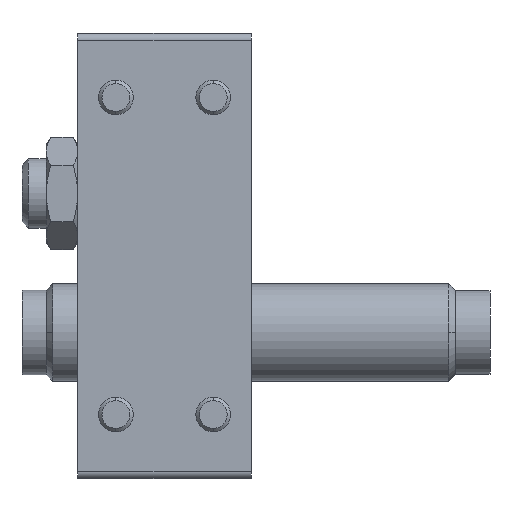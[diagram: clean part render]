
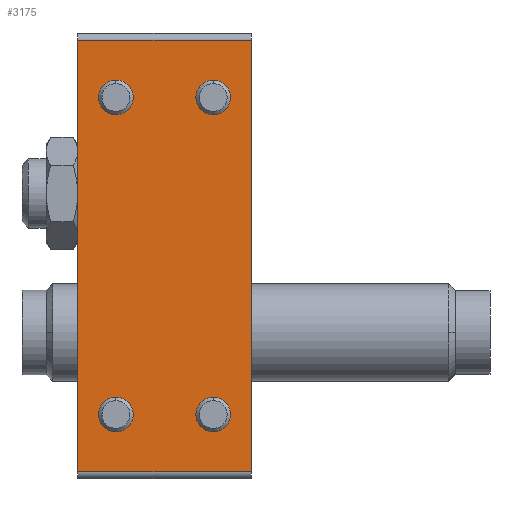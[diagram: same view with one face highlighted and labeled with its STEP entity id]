
A CAD part, front view. The second image highlights one B-rep face of the part: STEP entity #3175.
In plain terms, the highlighted planar face has unit normal (0, -1, 0).
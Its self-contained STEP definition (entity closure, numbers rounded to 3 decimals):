
#9 = ORIENTED_EDGE ( 'NONE', *, *, #4009, .F. ) ;
#24 = CARTESIAN_POINT ( 'NONE',  ( 19.5, 47., 22.8 ) ) ;
#26 = CARTESIAN_POINT ( 'NONE',  ( 0., 47., -31. ) ) ;
#67 = ORIENTED_EDGE ( 'NONE', *, *, #336, .F. ) ;
#73 = CIRCLE ( 'NONE', #3513, 2.5 ) ;
#84 = FACE_OUTER_BOUND ( 'NONE', #2550, .T. ) ;
#111 = DIRECTION ( 'NONE',  ( 0., 0., 1. ) ) ;
#123 = DIRECTION ( 'NONE',  ( 0., -1., 0. ) ) ;
#126 = CARTESIAN_POINT ( 'NONE',  ( 19.5, 47., -22.8 ) ) ;
#165 = EDGE_LOOP ( 'NONE', ( #1857, #2418 ) ) ;
#177 = VECTOR ( 'NONE', #5435, 1000. ) ;
#253 = CARTESIAN_POINT ( 'NONE',  ( 5.5, 47., 20.3 ) ) ;
#273 = CIRCLE ( 'NONE', #2492, 2.5 ) ;
#336 = EDGE_CURVE ( 'NONE', #4779, #1331, #2205, .T. ) ;
#542 = CARTESIAN_POINT ( 'NONE',  ( 19.5, 47., -25.3 ) ) ;
#632 = VERTEX_POINT ( 'NONE', #759 ) ;
#759 = CARTESIAN_POINT ( 'NONE',  ( 25., 47., 31. ) ) ;
#788 = VECTOR ( 'NONE', #3422, 1000. ) ;
#946 = LINE ( 'NONE', #3341, #3090 ) ;
#958 = VERTEX_POINT ( 'NONE', #2342 ) ;
#1023 = DIRECTION ( 'NONE',  ( 0., 0., 1. ) ) ;
#1107 = DIRECTION ( 'NONE',  ( 0., 0., 1. ) ) ;
#1126 = AXIS2_PLACEMENT_3D ( 'NONE', #4318, #5195, #4749 ) ;
#1134 = DIRECTION ( 'NONE',  ( 0., -1., 0. ) ) ;
#1153 = CARTESIAN_POINT ( 'NONE',  ( 19.5, 47., -22.8 ) ) ;
#1209 = FACE_BOUND ( 'NONE', #165, .T. ) ;
#1272 = VERTEX_POINT ( 'NONE', #2037 ) ;
#1309 = CIRCLE ( 'NONE', #1508, 2.5 ) ;
#1321 = CARTESIAN_POINT ( 'NONE',  ( 25., 47., 31. ) ) ;
#1328 = VERTEX_POINT ( 'NONE', #542 ) ;
#1331 = VERTEX_POINT ( 'NONE', #4864 ) ;
#1358 = LINE ( 'NONE', #3152, #4747 ) ;
#1508 = AXIS2_PLACEMENT_3D ( 'NONE', #126, #123, #111 ) ;
#1626 = DIRECTION ( 'NONE',  ( 0., 0., 1. ) ) ;
#1700 = CARTESIAN_POINT ( 'NONE',  ( 5.5, 47., 22.8 ) ) ;
#1770 = CARTESIAN_POINT ( 'NONE',  ( 0., 47., 31. ) ) ;
#1780 = DIRECTION ( 'NONE',  ( 0., 0., 1. ) ) ;
#1805 = DIRECTION ( 'NONE',  ( 0., -1., 0. ) ) ;
#1814 = CARTESIAN_POINT ( 'NONE',  ( 5.5, 47., -22.8 ) ) ;
#1846 = VERTEX_POINT ( 'NONE', #26 ) ;
#1857 = ORIENTED_EDGE ( 'NONE', *, *, #4156, .F. ) ;
#1870 = VERTEX_POINT ( 'NONE', #1770 ) ;
#1919 = VERTEX_POINT ( 'NONE', #5553 ) ;
#1927 = ORIENTED_EDGE ( 'NONE', *, *, #5100, .F. ) ;
#1998 = ORIENTED_EDGE ( 'NONE', *, *, #4313, .F. ) ;
#2037 = CARTESIAN_POINT ( 'NONE',  ( 19.5, 47., -20.3 ) ) ;
#2087 = AXIS2_PLACEMENT_3D ( 'NONE', #1700, #3554, #1626 ) ;
#2136 = ORIENTED_EDGE ( 'NONE', *, *, #4150, .F. ) ;
#2155 = AXIS2_PLACEMENT_3D ( 'NONE', #1814, #1805, #1780 ) ;
#2205 = CIRCLE ( 'NONE', #2300, 2.5 ) ;
#2233 = PLANE ( 'NONE',  #2301 ) ;
#2247 = DIRECTION ( 'NONE',  ( 0., 1., 0. ) ) ;
#2300 = AXIS2_PLACEMENT_3D ( 'NONE', #24, #4342, #3339 ) ;
#2301 = AXIS2_PLACEMENT_3D ( 'NONE', #1321, #2247, #1023 ) ;
#2342 = CARTESIAN_POINT ( 'NONE',  ( 5.5, 47., -20.3 ) ) ;
#2358 = FACE_BOUND ( 'NONE', #2761, .T. ) ;
#2418 = ORIENTED_EDGE ( 'NONE', *, *, #5612, .F. ) ;
#2488 = ORIENTED_EDGE ( 'NONE', *, *, #4348, .F. ) ;
#2492 = AXIS2_PLACEMENT_3D ( 'NONE', #2765, #2744, #2734 ) ;
#2550 = EDGE_LOOP ( 'NONE', ( #3738, #3528, #3598, #2745 ) ) ;
#2734 = DIRECTION ( 'NONE',  ( 0., 0., 1. ) ) ;
#2744 = DIRECTION ( 'NONE',  ( 0., -1., 0. ) ) ;
#2745 = ORIENTED_EDGE ( 'NONE', *, *, #5224, .F. ) ;
#2761 = EDGE_LOOP ( 'NONE', ( #2488, #2136 ) ) ;
#2765 = CARTESIAN_POINT ( 'NONE',  ( 19.5, 47., 22.8 ) ) ;
#2797 = CARTESIAN_POINT ( 'NONE',  ( 19.5, 47., 20.3 ) ) ;
#2818 = EDGE_LOOP ( 'NONE', ( #1998, #1927 ) ) ;
#2910 = LINE ( 'NONE', #3399, #788 ) ;
#3014 = CIRCLE ( 'NONE', #3283, 2.5 ) ;
#3076 = CIRCLE ( 'NONE', #1126, 2.5 ) ;
#3089 = DIRECTION ( 'NONE',  ( 1., 0., 0. ) ) ;
#3090 = VECTOR ( 'NONE', #4641, 1000. ) ;
#3094 = VERTEX_POINT ( 'NONE', #253 ) ;
#3152 = CARTESIAN_POINT ( 'NONE',  ( 25., 47., 31. ) ) ;
#3155 = CIRCLE ( 'NONE', #2087, 2.5 ) ;
#3175 = ADVANCED_FACE ( 'NONE', ( #84, #2358, #4576, #1209, #3398 ), #2233, .F. ) ;
#3283 = AXIS2_PLACEMENT_3D ( 'NONE', #3695, #3686, #3671 ) ;
#3339 = DIRECTION ( 'NONE',  ( 0., 0., 1. ) ) ;
#3341 = CARTESIAN_POINT ( 'NONE',  ( 0., 47., 31. ) ) ;
#3383 = VERTEX_POINT ( 'NONE', #5164 ) ;
#3398 = FACE_BOUND ( 'NONE', #4049, .T. ) ;
#3399 = CARTESIAN_POINT ( 'NONE',  ( 25., 47., -31. ) ) ;
#3422 = DIRECTION ( 'NONE',  ( -1., 0., 0. ) ) ;
#3513 = AXIS2_PLACEMENT_3D ( 'NONE', #1153, #1134, #1107 ) ;
#3528 = ORIENTED_EDGE ( 'NONE', *, *, #4865, .F. ) ;
#3554 = DIRECTION ( 'NONE',  ( 0., -1., 0. ) ) ;
#3598 = ORIENTED_EDGE ( 'NONE', *, *, #4761, .F. ) ;
#3671 = DIRECTION ( 'NONE',  ( 0., 0., 1. ) ) ;
#3686 = DIRECTION ( 'NONE',  ( 0., -1., 0. ) ) ;
#3695 = CARTESIAN_POINT ( 'NONE',  ( 5.5, 47., 22.8 ) ) ;
#3738 = ORIENTED_EDGE ( 'NONE', *, *, #4971, .F. ) ;
#3998 = CARTESIAN_POINT ( 'NONE',  ( 25., 47., -31. ) ) ;
#4009 = EDGE_CURVE ( 'NONE', #1331, #4779, #273, .T. ) ;
#4049 = EDGE_LOOP ( 'NONE', ( #9, #67 ) ) ;
#4150 = EDGE_CURVE ( 'NONE', #3383, #958, #4205, .T. ) ;
#4156 = EDGE_CURVE ( 'NONE', #1919, #3094, #3155, .T. ) ;
#4205 = CIRCLE ( 'NONE', #2155, 2.5 ) ;
#4313 = EDGE_CURVE ( 'NONE', #1272, #1328, #1309, .T. ) ;
#4318 = CARTESIAN_POINT ( 'NONE',  ( 5.5, 47., -22.8 ) ) ;
#4342 = DIRECTION ( 'NONE',  ( 0., -1., 0. ) ) ;
#4348 = EDGE_CURVE ( 'NONE', #958, #3383, #3076, .T. ) ;
#4377 = VERTEX_POINT ( 'NONE', #3998 ) ;
#4576 = FACE_BOUND ( 'NONE', #2818, .T. ) ;
#4641 = DIRECTION ( 'NONE',  ( 0., 0., 1. ) ) ;
#4680 = LINE ( 'NONE', #5426, #177 ) ;
#4747 = VECTOR ( 'NONE', #3089, 1000. ) ;
#4749 = DIRECTION ( 'NONE',  ( 0., 0., 1. ) ) ;
#4761 = EDGE_CURVE ( 'NONE', #1870, #632, #1358, .T. ) ;
#4779 = VERTEX_POINT ( 'NONE', #2797 ) ;
#4864 = CARTESIAN_POINT ( 'NONE',  ( 19.5, 47., 25.3 ) ) ;
#4865 = EDGE_CURVE ( 'NONE', #632, #4377, #4680, .T. ) ;
#4971 = EDGE_CURVE ( 'NONE', #4377, #1846, #2910, .T. ) ;
#5100 = EDGE_CURVE ( 'NONE', #1328, #1272, #73, .T. ) ;
#5164 = CARTESIAN_POINT ( 'NONE',  ( 5.5, 47., -25.3 ) ) ;
#5195 = DIRECTION ( 'NONE',  ( 0., -1., 0. ) ) ;
#5224 = EDGE_CURVE ( 'NONE', #1846, #1870, #946, .T. ) ;
#5426 = CARTESIAN_POINT ( 'NONE',  ( 25., 47., 31. ) ) ;
#5435 = DIRECTION ( 'NONE',  ( 0., 0., -1. ) ) ;
#5553 = CARTESIAN_POINT ( 'NONE',  ( 5.5, 47., 25.3 ) ) ;
#5612 = EDGE_CURVE ( 'NONE', #3094, #1919, #3014, .T. ) ;
